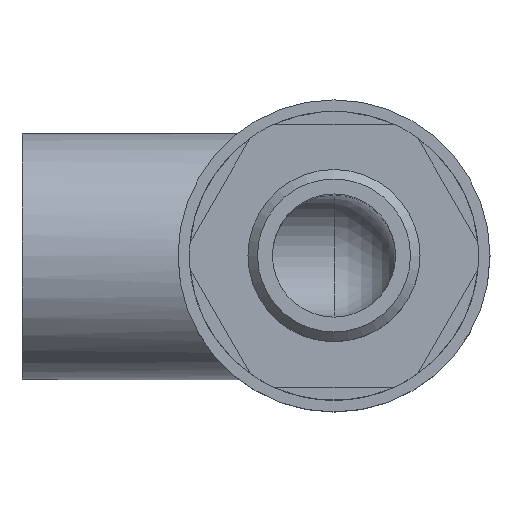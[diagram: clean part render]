
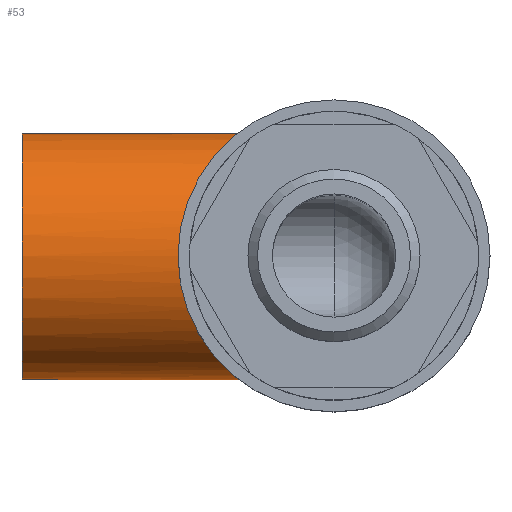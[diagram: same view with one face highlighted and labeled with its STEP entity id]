
A CAD part, top view. The second image highlights one B-rep face of the part: STEP entity #53.
In plain terms, the highlighted cylindrical face has radius 15 mm (diameter 30 mm), a full revolution.
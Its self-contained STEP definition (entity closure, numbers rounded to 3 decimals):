
#53 = ADVANCED_FACE( '', ( #128, #129 ), #130, .T. );
#128 = FACE_OUTER_BOUND( '', #237, .T. );
#129 = FACE_OUTER_BOUND( '', #238, .T. );
#130 = CYLINDRICAL_SURFACE( '', #239, 15. );
#237 = EDGE_LOOP( '', ( #340 ) );
#238 = EDGE_LOOP( '', ( #341, #342 ) );
#239 = AXIS2_PLACEMENT_3D( '', #343, #344, #345 );
#340 = ORIENTED_EDGE( '', *, *, #564, .F. );
#341 = ORIENTED_EDGE( '', *, *, #565, .F. );
#342 = ORIENTED_EDGE( '', *, *, #566, .T. );
#343 = CARTESIAN_POINT( '', ( 0., 0., 0. ) );
#344 = DIRECTION( '', ( 1., 0., 0. ) );
#345 = DIRECTION( '', ( 0., 0., 1. ) );
#564 = EDGE_CURVE( '', #647, #647, #648, .T. );
#565 = EDGE_CURVE( '', #649, #650, #651, .T. );
#566 = EDGE_CURVE( '', #649, #650, #652, .T. );
#647 = VERTEX_POINT( '', #770 );
#648 = CIRCLE( '', #771, 15. );
#649 = VERTEX_POINT( '', #772 );
#650 = VERTEX_POINT( '', #773 );
#651 = B_SPLINE_CURVE_WITH_KNOTS( '', 3, ( #774, #775, #776, #777, #778, #779, #780, #781, #782, #783, #784, #785, #786, #787, #788, #789, #790, #791, #792, #793, #794, #795, #796, #797, #798, #799, #800, #801, #802, #803, #804, #805, #806, #807, #808, #809, #810, #811, #812, #813, #814, #815, #816, #817, #818, #819, #820, #821, #822, #823, #824, #825, #826, #827, #828, #829, #830, #831, #832, #833, #834, #835, #836, #837, #838, #839, #840 ), .UNSPECIFIED., .F., .F., ( 4, 2, 1, 2, 2, 2, 2, 2, 2, 2, 2, 2, 2, 2, 2, 2, 2, 2, 2, 2, 2, 2, 2, 2, 2, 2, 2, 2, 2, 2, 2, 2, 2, 4 ), ( 0., 0., 0.001, 0.002, 0.004, 0.008, 0.01, 0.012, 0.016, 0.018, 0.02, 0.022, 0.023, 0.024, 0.026, 0.028, 0.031, 0.032, 0.033, 0.035, 0.037, 0.038, 0.039, 0.043, 0.045, 0.047, 0.051, 0.053, 0.055, 0.059, 0.061, 0.062, 0.062, 0.063 ), .UNSPECIFIED. );
#652 = CIRCLE( '', #841, 15. );
#770 = CARTESIAN_POINT( '', ( 0., 0., 15. ) );
#771 = AXIS2_PLACEMENT_3D( '', #982, #983, #984 );
#772 = CARTESIAN_POINT( '', ( 38., 14.85, -2.117 ) );
#773 = CARTESIAN_POINT( '', ( 38., -14.85, -2.117 ) );
#774 = CARTESIAN_POINT( '', ( 38., 14.85, -2.117 ) );
#775 = CARTESIAN_POINT( '', ( 37.884, 14.866, -2.002 ) );
#776 = CARTESIAN_POINT( '', ( 37.765, 14.882, -1.884 ) );
#777 = CARTESIAN_POINT( '', ( 37.53, 14.909, -1.651 ) );
#778 = CARTESIAN_POINT( '', ( 37.178, 14.947, -1.302 ) );
#779 = CARTESIAN_POINT( '', ( 36.826, 14.971, -0.954 ) );
#780 = CARTESIAN_POINT( '', ( 36.123, 15.005, -0.258 ) );
#781 = CARTESIAN_POINT( '', ( 35.656, 15.006, 0.204 ) );
#782 = CARTESIAN_POINT( '', ( 34.257, 14.944, 1.589 ) );
#783 = CARTESIAN_POINT( '', ( 33.328, 14.819, 2.508 ) );
#784 = CARTESIAN_POINT( '', ( 31.942, 14.497, 3.88 ) );
#785 = CARTESIAN_POINT( '', ( 31.481, 14.367, 4.337 ) );
#786 = CARTESIAN_POINT( '', ( 30.562, 14.061, 5.247 ) );
#787 = CARTESIAN_POINT( '', ( 30.106, 13.884, 5.698 ) );
#788 = CARTESIAN_POINT( '', ( 28.762, 13.287, 7.029 ) );
#789 = CARTESIAN_POINT( '', ( 27.893, 12.798, 7.889 ) );
#790 = CARTESIAN_POINT( '', ( 26.636, 11.909, 9.134 ) );
#791 = CARTESIAN_POINT( '', ( 26.224, 11.587, 9.541 ) );
#792 = CARTESIAN_POINT( '', ( 25.419, 10.882, 10.338 ) );
#793 = CARTESIAN_POINT( '', ( 25.031, 10.503, 10.723 ) );
#794 = CARTESIAN_POINT( '', ( 24.287, 9.695, 11.459 ) );
#795 = CARTESIAN_POINT( '', ( 23.931, 9.264, 11.811 ) );
#796 = CARTESIAN_POINT( '', ( 23.425, 8.572, 12.312 ) );
#797 = CARTESIAN_POINT( '', ( 23.261, 8.334, 12.475 ) );
#798 = CARTESIAN_POINT( '', ( 22.943, 7.842, 12.79 ) );
#799 = CARTESIAN_POINT( '', ( 22.788, 7.587, 12.943 ) );
#800 = CARTESIAN_POINT( '', ( 22.345, 6.804, 13.382 ) );
#801 = CARTESIAN_POINT( '', ( 22.078, 6.258, 13.646 ) );
#802 = CARTESIAN_POINT( '', ( 21.605, 5.115, 14.114 ) );
#803 = CARTESIAN_POINT( '', ( 21.399, 4.516, 14.319 ) );
#804 = CARTESIAN_POINT( '', ( 20.889, 2.638, 14.823 ) );
#805 = CARTESIAN_POINT( '', ( 20.711, 1.345, 14.999 ) );
#806 = CARTESIAN_POINT( '', ( 20.71, -0.326, 15. ) );
#807 = CARTESIAN_POINT( '', ( 20.721, -0.663, 14.989 ) );
#808 = CARTESIAN_POINT( '', ( 20.766, -1.325, 14.945 ) );
#809 = CARTESIAN_POINT( '', ( 20.799, -1.653, 14.912 ) );
#810 = CARTESIAN_POINT( '', ( 20.93, -2.629, 14.782 ) );
#811 = CARTESIAN_POINT( '', ( 21.06, -3.269, 14.654 ) );
#812 = CARTESIAN_POINT( '', ( 21.4, -4.522, 14.317 ) );
#813 = CARTESIAN_POINT( '', ( 21.607, -5.12, 14.113 ) );
#814 = CARTESIAN_POINT( '', ( 21.963, -5.981, 13.76 ) );
#815 = CARTESIAN_POINT( '', ( 22.09, -6.261, 13.634 ) );
#816 = CARTESIAN_POINT( '', ( 22.359, -6.811, 13.368 ) );
#817 = CARTESIAN_POINT( '', ( 22.501, -7.08, 13.227 ) );
#818 = CARTESIAN_POINT( '', ( 23.241, -8.385, 12.495 ) );
#819 = CARTESIAN_POINT( '', ( 23.92, -9.297, 11.823 ) );
#820 = CARTESIAN_POINT( '', ( 25.04, -10.512, 10.714 ) );
#821 = CARTESIAN_POINT( '', ( 25.432, -10.893, 10.325 ) );
#822 = CARTESIAN_POINT( '', ( 26.234, -11.594, 9.532 ) );
#823 = CARTESIAN_POINT( '', ( 26.644, -11.916, 9.125 ) );
#824 = CARTESIAN_POINT( '', ( 27.9, -12.803, 7.882 ) );
#825 = CARTESIAN_POINT( '', ( 28.77, -13.291, 7.021 ) );
#826 = CARTESIAN_POINT( '', ( 30.119, -13.889, 5.685 ) );
#827 = CARTESIAN_POINT( '', ( 30.578, -14.066, 5.232 ) );
#828 = CARTESIAN_POINT( '', ( 31.493, -14.371, 4.325 ) );
#829 = CARTESIAN_POINT( '', ( 31.952, -14.5, 3.871 ) );
#830 = CARTESIAN_POINT( '', ( 33.334, -14.819, 2.503 ) );
#831 = CARTESIAN_POINT( '', ( 34.26, -14.944, 1.586 ) );
#832 = CARTESIAN_POINT( '', ( 35.657, -15.006, 0.203 ) );
#833 = CARTESIAN_POINT( '', ( 36.124, -15.005, -0.259 ) );
#834 = CARTESIAN_POINT( '', ( 36.826, -14.971, -0.954 ) );
#835 = CARTESIAN_POINT( '', ( 37.06, -14.955, -1.186 ) );
#836 = CARTESIAN_POINT( '', ( 37.412, -14.922, -1.535 ) );
#837 = CARTESIAN_POINT( '', ( 37.53, -14.909, -1.651 ) );
#838 = CARTESIAN_POINT( '', ( 37.765, -14.882, -1.884 ) );
#839 = CARTESIAN_POINT( '', ( 37.884, -14.866, -2.002 ) );
#840 = CARTESIAN_POINT( '', ( 38., -14.85, -2.117 ) );
#841 = AXIS2_PLACEMENT_3D( '', #985, #986, #987 );
#982 = CARTESIAN_POINT( '', ( 0., 0., 0. ) );
#983 = DIRECTION( '', ( -1., 0., 0. ) );
#984 = DIRECTION( '', ( 0., 0., 1. ) );
#985 = CARTESIAN_POINT( '', ( 38., 0., 0. ) );
#986 = DIRECTION( '', ( -1., 0., 0. ) );
#987 = DIRECTION( '', ( 0., 0., 1. ) );
